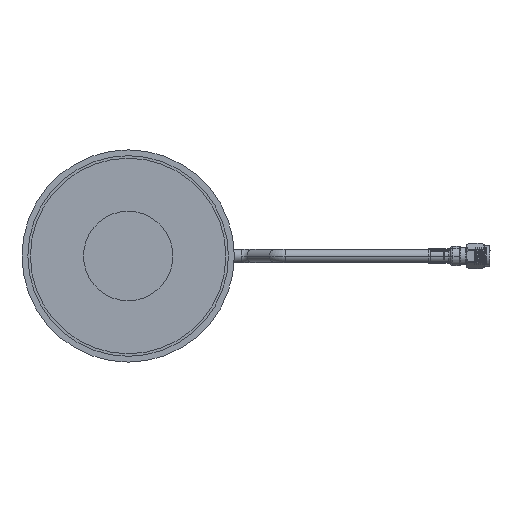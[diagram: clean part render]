
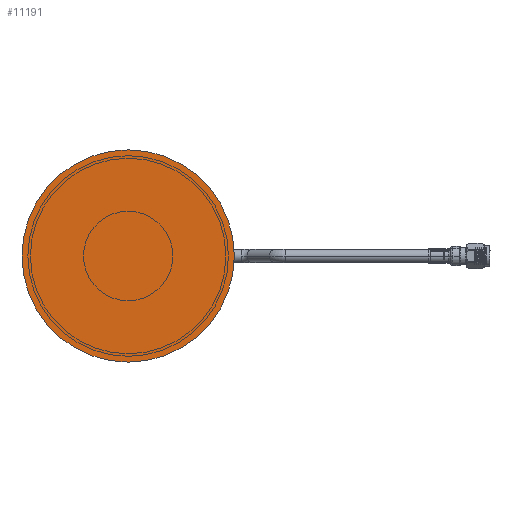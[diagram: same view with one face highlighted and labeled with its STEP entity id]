
A CAD part, front view. The second image highlights one B-rep face of the part: STEP entity #11191.
In plain terms, the highlighted planar face has unit normal (0, -1, 0).
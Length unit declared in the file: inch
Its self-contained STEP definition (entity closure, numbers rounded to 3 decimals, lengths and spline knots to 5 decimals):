
#419 = ORIENTED_EDGE ( 'NONE', *, *, #8730, .F. ) ;
#1594 = CARTESIAN_POINT ( 'NONE',  ( 0., -0.00984, 1.49606 ) ) ;
#1894 = CIRCLE ( 'NONE', #12375, 1.49606 ) ;
#1989 = DIRECTION ( 'NONE',  ( 0., 0., 1. ) ) ;
#2287 = DIRECTION ( 'NONE',  ( 0., 1., 0. ) ) ;
#3528 = VERTEX_POINT ( 'NONE', #1594 ) ;
#4028 = FACE_OUTER_BOUND ( 'NONE', #12607, .T. ) ;
#5166 = ORIENTED_EDGE ( 'NONE', *, *, #12641, .F. ) ;
#6034 = CARTESIAN_POINT ( 'NONE',  ( 0., -0.00984, 0. ) ) ;
#6558 = CARTESIAN_POINT ( 'NONE',  ( 0., -0.00984, -1.49606 ) ) ;
#8715 = CARTESIAN_POINT ( 'NONE',  ( 0., -0.00984, 0. ) ) ;
#8730 = EDGE_CURVE ( 'NONE', #9699, #3528, #1894, .T. ) ;
#8911 = CIRCLE ( 'NONE', #12539, 1.49606 ) ;
#9050 = DIRECTION ( 'NONE',  ( 0., 1., 0. ) ) ;
#9181 = DIRECTION ( 'NONE',  ( 0., 0., -1. ) ) ;
#9699 = VERTEX_POINT ( 'NONE', #6558 ) ;
#9918 = PLANE ( 'NONE',  #12913 ) ;
#10673 = DIRECTION ( 'NONE',  ( 0., 1., 0. ) ) ;
#11191 = ADVANCED_FACE ( 'NONE', ( #4028 ), #9918, .F. ) ;
#11680 = DIRECTION ( 'NONE',  ( 0., 0., -1. ) ) ;
#12375 = AXIS2_PLACEMENT_3D ( 'NONE', #8715, #9050, #9181 ) ;
#12539 = AXIS2_PLACEMENT_3D ( 'NONE', #12741, #10673, #11680 ) ;
#12607 = EDGE_LOOP ( 'NONE', ( #419, #5166 ) ) ;
#12641 = EDGE_CURVE ( 'NONE', #3528, #9699, #8911, .T. ) ;
#12741 = CARTESIAN_POINT ( 'NONE',  ( 0., -0.00984, 0. ) ) ;
#12913 = AXIS2_PLACEMENT_3D ( 'NONE', #6034, #2287, #1989 ) ;
